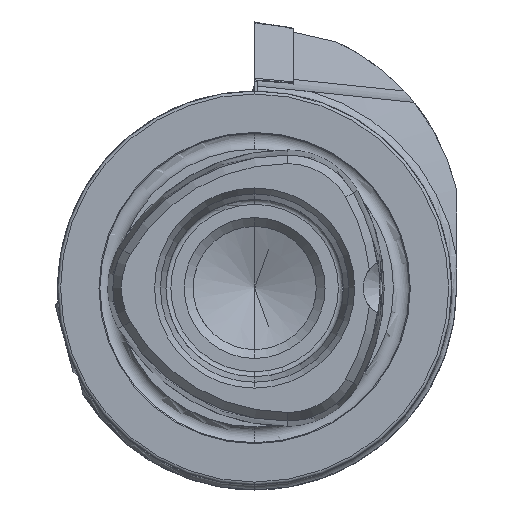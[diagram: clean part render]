
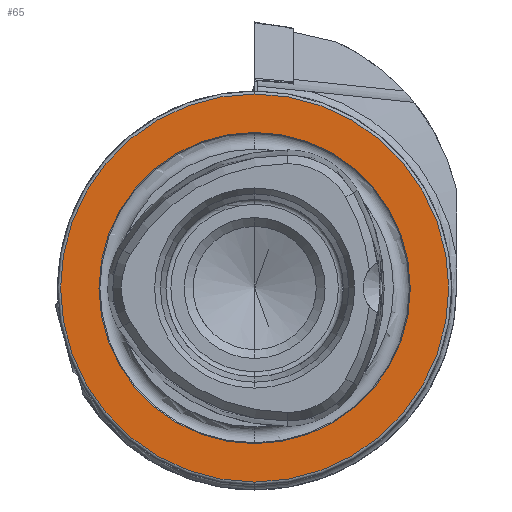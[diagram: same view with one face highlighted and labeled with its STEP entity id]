
A CAD part, left-side view. The second image highlights one B-rep face of the part: STEP entity #65.
In plain terms, the highlighted planar face has unit normal (-1, 0, 0).
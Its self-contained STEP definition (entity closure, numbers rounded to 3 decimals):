
#65 = ADVANCED_FACE ( 'NONE', ( #8859, #6119 ), #9755, .F. ) ;
#510 = VERTEX_POINT ( 'NONE', #8514 ) ;
#660 = EDGE_CURVE ( 'NONE', #510, #1305, #11875, .T. ) ;
#690 = CARTESIAN_POINT ( 'NONE',  ( 0., 0., 19.7 ) ) ;
#891 = AXIS2_PLACEMENT_3D ( 'NONE', #3687, #8841, #10906 ) ;
#1305 = VERTEX_POINT ( 'NONE', #6368 ) ;
#1569 = DIRECTION ( 'NONE',  ( 0., 0., 1. ) ) ;
#2601 = DIRECTION ( 'NONE',  ( 0., 0., 1. ) ) ;
#2736 = DIRECTION ( 'NONE',  ( -1., 0., 0. ) ) ;
#2823 = AXIS2_PLACEMENT_3D ( 'NONE', #5612, #10819, #7560 ) ;
#2824 = EDGE_CURVE ( 'NONE', #9557, #4760, #12478, .T. ) ;
#3687 = CARTESIAN_POINT ( 'NONE',  ( 0., 0., 0. ) ) ;
#3838 = AXIS2_PLACEMENT_3D ( 'NONE', #9711, #5352, #12751 ) ;
#3849 = CARTESIAN_POINT ( 'NONE',  ( 0., 0., -19.7 ) ) ;
#4607 = CARTESIAN_POINT ( 'NONE',  ( 0., 0., 0. ) ) ;
#4760 = VERTEX_POINT ( 'NONE', #3849 ) ;
#5024 = ORIENTED_EDGE ( 'NONE', *, *, #660, .F. ) ;
#5352 = DIRECTION ( 'NONE',  ( 1., 0., 0. ) ) ;
#5612 = CARTESIAN_POINT ( 'NONE',  ( 0., 0., 0. ) ) ;
#6119 = FACE_OUTER_BOUND ( 'NONE', #8516, .T. ) ;
#6368 = CARTESIAN_POINT ( 'NONE',  ( 0., 0., 15.8 ) ) ;
#7560 = DIRECTION ( 'NONE',  ( 0., 0., 1. ) ) ;
#7998 = AXIS2_PLACEMENT_3D ( 'NONE', #4607, #11788, #1569 ) ;
#8392 = ORIENTED_EDGE ( 'NONE', *, *, #12679, .T. ) ;
#8514 = CARTESIAN_POINT ( 'NONE',  ( 0., 0., -15.8 ) ) ;
#8516 = EDGE_LOOP ( 'NONE', ( #9084, #8392 ) ) ;
#8585 = CIRCLE ( 'NONE', #891, 19.7 ) ;
#8841 = DIRECTION ( 'NONE',  ( -1., 0., 0. ) ) ;
#8859 = FACE_BOUND ( 'NONE', #11498, .T. ) ;
#8917 = CARTESIAN_POINT ( 'NONE',  ( 0., 0., 0. ) ) ;
#9084 = ORIENTED_EDGE ( 'NONE', *, *, #2824, .T. ) ;
#9338 = AXIS2_PLACEMENT_3D ( 'NONE', #8917, #2736, #2601 ) ;
#9367 = EDGE_CURVE ( 'NONE', #1305, #510, #10584, .T. ) ;
#9557 = VERTEX_POINT ( 'NONE', #690 ) ;
#9711 = CARTESIAN_POINT ( 'NONE',  ( 0., 15.8, 0. ) ) ;
#9755 = PLANE ( 'NONE',  #3838 ) ;
#10584 = CIRCLE ( 'NONE', #9338, 15.8 ) ;
#10819 = DIRECTION ( 'NONE',  ( -1., 0., 0. ) ) ;
#10906 = DIRECTION ( 'NONE',  ( 0., 0., 1. ) ) ;
#11498 = EDGE_LOOP ( 'NONE', ( #12265, #5024 ) ) ;
#11788 = DIRECTION ( 'NONE',  ( -1., 0., 0. ) ) ;
#11875 = CIRCLE ( 'NONE', #2823, 15.8 ) ;
#12265 = ORIENTED_EDGE ( 'NONE', *, *, #9367, .F. ) ;
#12478 = CIRCLE ( 'NONE', #7998, 19.7 ) ;
#12679 = EDGE_CURVE ( 'NONE', #4760, #9557, #8585, .T. ) ;
#12751 = DIRECTION ( 'NONE',  ( 0., 0., -1. ) ) ;
